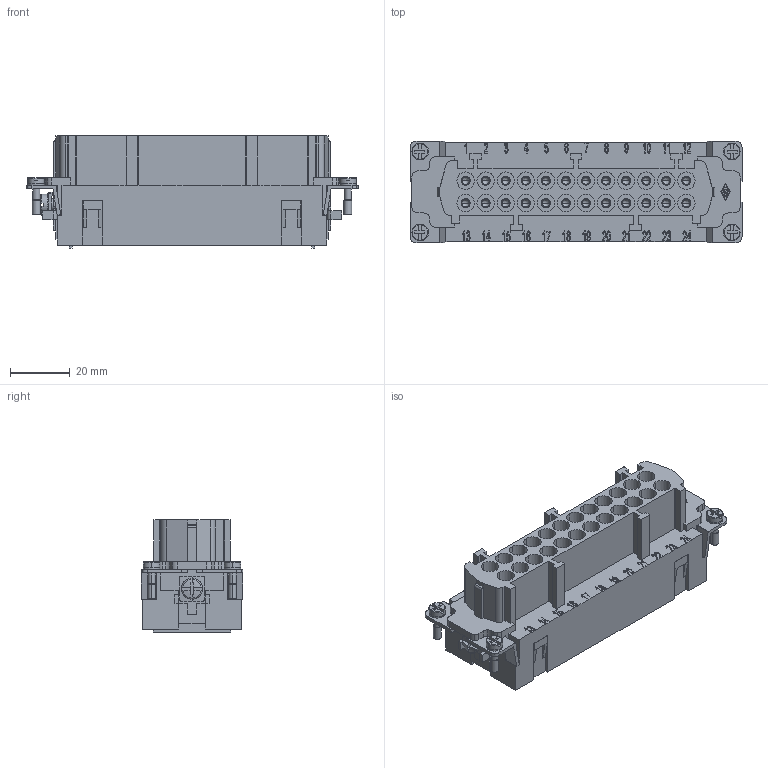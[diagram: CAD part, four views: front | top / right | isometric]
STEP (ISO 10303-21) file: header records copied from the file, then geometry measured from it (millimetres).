
FILE_DESCRIPTION((''),'2;1');
FILE_NAME('CSEF 24.stp','2006-11-02T09:50:58',('gembarski'),(''),'Autodesk Inventor 7','Autodesk Inventor 7','');
FILE_SCHEMA(('AUTOMOTIVE_DESIGN { 1 0 10303 214 1 1 1 1 }'));
Length unit declared in the file: millimetre
Products named in the file (1): CSEF Kontakteinsätze mit Käfigzugfederanschluss
Bounding box: 110.8 x 34 x 37.5 mm (x, y, z)
Volume: 75544.6 mm3; surface area: 32025.7 mm2
Topology: 1 solids, 1 shells, 2309 faces, 6121 edges, 4007 vertices
Faces by surface type: bspline 1145, plane 888, cylinder 252, torus 14, cone 8, sphere 2
Entity records: 77871 total; most frequent: CARTESIAN_POINT 25485, ORIENTED_EDGE 12196, DIRECTION 8330, EDGE_CURVE 6098, VERTEX_POINT 4006, VECTOR 3912, LINE 3912, EDGE_LOOP 2571
